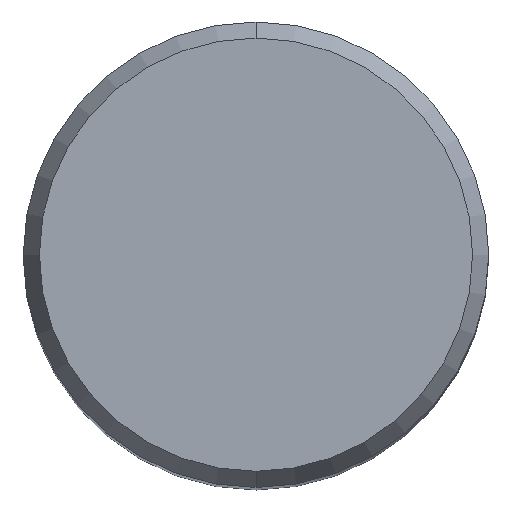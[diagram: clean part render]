
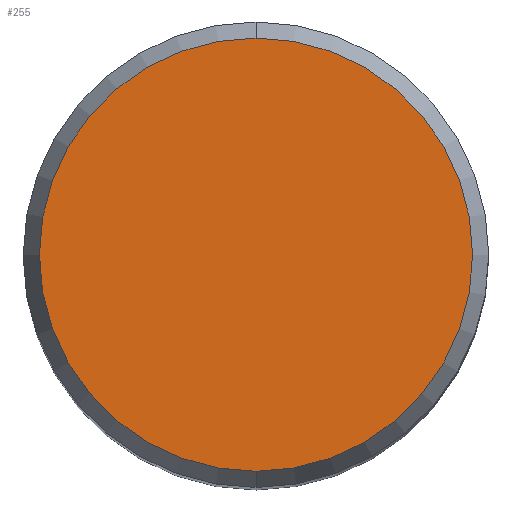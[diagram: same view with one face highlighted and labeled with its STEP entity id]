
A CAD part, top view. The second image highlights one B-rep face of the part: STEP entity #255.
In plain terms, the highlighted planar face has unit normal (0, 0, 1).
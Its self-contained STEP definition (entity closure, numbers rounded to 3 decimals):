
#207=EDGE_CURVE('',#251,#263,#501,.T.);
#251=VERTEX_POINT('',#549);
#255=ADVANCED_FACE('',(#553),#554,.T.);
#263=VERTEX_POINT('',#562);
#345=EDGE_CURVE('',#263,#251,#651,.T.);
#501=CIRCLE('',#905,9.307);
#549=CARTESIAN_POINT('',(0.0,9.307,61.922));
#553=FACE_OUTER_BOUND('',#1031,.T.);
#554=PLANE('',#1032);
#562=CARTESIAN_POINT('',(0.,-9.307,61.922));
#651=CIRCLE('',#1210,9.307);
#905=AXIS2_PLACEMENT_3D('',#1457,#1458,#1459);
#1031=EDGE_LOOP('',(#1511,#1512));
#1032=AXIS2_PLACEMENT_3D('',#1513,#1514,#1515);
#1210=AXIS2_PLACEMENT_3D('',#1617,#1618,#1619);
#1457=CARTESIAN_POINT('',(0.0,0.0,61.922));
#1458=DIRECTION('',(0.0,0.0,-1.0));
#1459=DIRECTION('',(0.0,1.0,0.0));
#1511=ORIENTED_EDGE('',*,*,#207,.F.);
#1512=ORIENTED_EDGE('',*,*,#345,.F.);
#1513=CARTESIAN_POINT('',(0.0,4.654,61.922));
#1514=DIRECTION('',(-0.0,0.0,1.0));
#1515=DIRECTION('',(0.0,-1.0,0.0));
#1617=CARTESIAN_POINT('',(0.0,0.0,61.922));
#1618=DIRECTION('',(0.0,0.0,-1.0));
#1619=DIRECTION('',(0.0,1.0,0.0));
